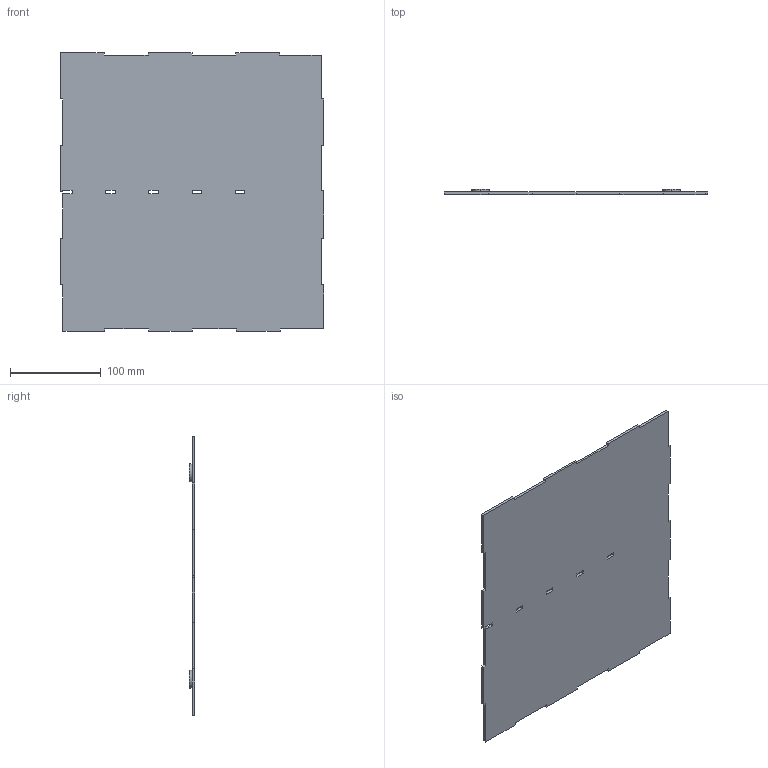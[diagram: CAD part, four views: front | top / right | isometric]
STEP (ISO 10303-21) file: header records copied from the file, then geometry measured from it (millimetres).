
FILE_DESCRIPTION (( 'STEP AP214' ), '1' );
FILE_NAME ('äíî.STEP', '2024-05-08T11:33:07', ( '' ), ( '' ), 'SwSTEP 2.0', 'SolidWorks 2023', '' );
FILE_SCHEMA (( 'AUTOMOTIVE_DESIGN' ));
Length unit declared in the file: millimetre
Products named in the file (1): дно
Bounding box: 291 x 6 x 308 mm (x, y, z)
Volume: 266707 mm3; surface area: 180190.8 mm2
Topology: 1 solids, 1 shells, 78 faces, 216 edges, 144 vertices
Faces by surface type: plane 70, cylinder 8
Entity records: 2495 total; most frequent: CARTESIAN_POINT 439, ORIENTED_EDGE 432, DIRECTION 390, EDGE_CURVE 216, LINE 200, VECTOR 200, VERTEX_POINT 144, AXIS2_PLACEMENT_3D 95
